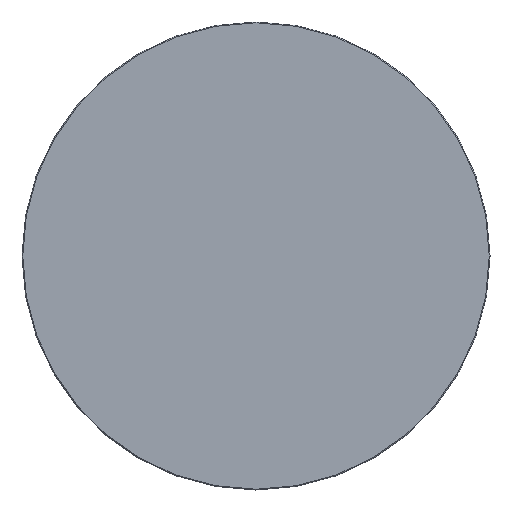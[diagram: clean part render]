
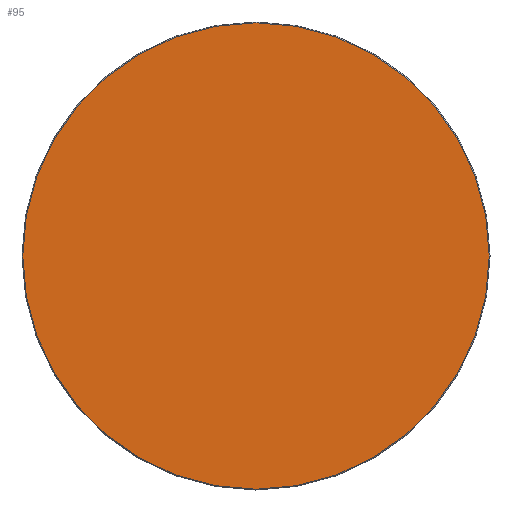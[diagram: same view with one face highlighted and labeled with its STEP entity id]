
A CAD part, left-side view. The second image highlights one B-rep face of the part: STEP entity #95.
In plain terms, the highlighted planar face has unit normal (-1, 0, 0).
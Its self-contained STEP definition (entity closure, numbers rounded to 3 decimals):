
#2 = DIRECTION ( 'NONE',  ( 0., 0., -1. ) ) ;
#3 = PLANE ( 'NONE',  #212 ) ;
#14 = ORIENTED_EDGE ( 'NONE', *, *, #155, .T. ) ;
#49 = VERTEX_POINT ( 'NONE', #167 ) ;
#51 = DIRECTION ( 'NONE',  ( -1., 0., 0. ) ) ;
#82 = EDGE_CURVE ( 'NONE', #49, #165, #269, .T. ) ;
#92 = CARTESIAN_POINT ( 'NONE',  ( -5., 0., 0. ) ) ;
#95 = ADVANCED_FACE ( 'NONE', ( #137 ), #3, .F. ) ;
#100 = AXIS2_PLACEMENT_3D ( 'NONE', #119, #162, #259 ) ;
#110 = DIRECTION ( 'NONE',  ( 1., 0., 0. ) ) ;
#119 = CARTESIAN_POINT ( 'NONE',  ( -5., 0., 0. ) ) ;
#128 = ORIENTED_EDGE ( 'NONE', *, *, #82, .T. ) ;
#137 = FACE_OUTER_BOUND ( 'NONE', #218, .T. ) ;
#155 = EDGE_CURVE ( 'NONE', #165, #49, #195, .T. ) ;
#162 = DIRECTION ( 'NONE',  ( -1., 0., 0. ) ) ;
#165 = VERTEX_POINT ( 'NONE', #216 ) ;
#167 = CARTESIAN_POINT ( 'NONE',  ( -5., 0., 74.75 ) ) ;
#195 = CIRCLE ( 'NONE', #100, 74.75 ) ;
#212 = AXIS2_PLACEMENT_3D ( 'NONE', #92, #110, #238 ) ;
#216 = CARTESIAN_POINT ( 'NONE',  ( -5., 0., -74.75 ) ) ;
#218 = EDGE_LOOP ( 'NONE', ( #14, #128 ) ) ;
#238 = DIRECTION ( 'NONE',  ( 0., 0., -1. ) ) ;
#250 = AXIS2_PLACEMENT_3D ( 'NONE', #261, #51, #2 ) ;
#259 = DIRECTION ( 'NONE',  ( 0., 0., -1. ) ) ;
#261 = CARTESIAN_POINT ( 'NONE',  ( -5., 0., 0. ) ) ;
#269 = CIRCLE ( 'NONE', #250, 74.75 ) ;
